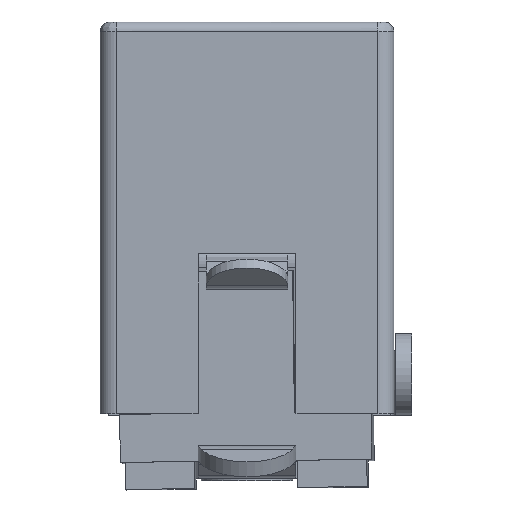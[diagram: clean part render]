
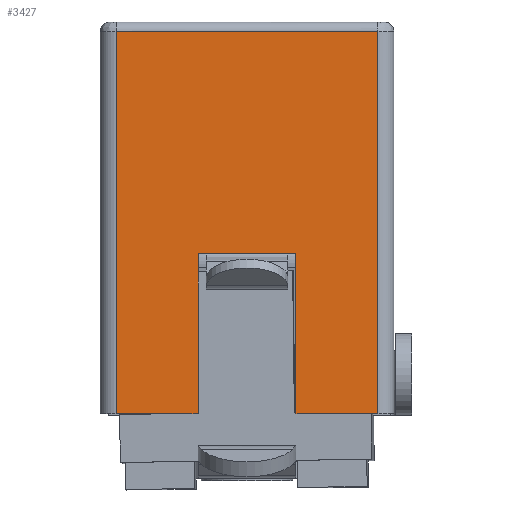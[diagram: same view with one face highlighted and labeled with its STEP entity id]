
A CAD part, front view. The second image highlights one B-rep face of the part: STEP entity #3427.
In plain terms, the highlighted planar face has unit normal (0, -1, 0).
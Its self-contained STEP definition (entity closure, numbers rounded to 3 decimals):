
#589=ORIENTED_EDGE('',*,*,#1322,.F.);
#590=ORIENTED_EDGE('',*,*,#1428,.F.);
#591=ORIENTED_EDGE('',*,*,#1434,.T.);
#592=ORIENTED_EDGE('',*,*,#1430,.T.);
#593=ORIENTED_EDGE('',*,*,#1386,.T.);
#594=ORIENTED_EDGE('',*,*,#1383,.F.);
#595=ORIENTED_EDGE('',*,*,#1387,.F.);
#596=ORIENTED_EDGE('',*,*,#1389,.T.);
#1322=EDGE_CURVE('',#1797,#1794,#2129,.T.);
#1383=EDGE_CURVE('',#1847,#1843,#2175,.T.);
#1386=EDGE_CURVE('',#1849,#1843,#2178,.T.);
#1387=EDGE_CURVE('',#1828,#1847,#2179,.T.);
#1389=EDGE_CURVE('',#1828,#1794,#2181,.T.);
#1428=EDGE_CURVE('',#1866,#1797,#2210,.T.);
#1430=EDGE_CURVE('',#1867,#1849,#2212,.T.);
#1434=EDGE_CURVE('',#1866,#1867,#2215,.T.);
#1794=VERTEX_POINT('',#5000);
#1797=VERTEX_POINT('',#5005);
#1828=VERTEX_POINT('',#5151);
#1843=VERTEX_POINT('',#5190);
#1847=VERTEX_POINT('',#5199);
#1849=VERTEX_POINT('',#5204);
#1866=VERTEX_POINT('',#5305);
#1867=VERTEX_POINT('',#5311);
#2129=LINE('',#5006,#2476);
#2175=LINE('',#5200,#2522);
#2178=LINE('',#5206,#2525);
#2179=LINE('',#5208,#2526);
#2181=LINE('',#5211,#2528);
#2210=LINE('',#5306,#2557);
#2212=LINE('',#5310,#2559);
#2215=LINE('',#5320,#2562);
#2476=VECTOR('',#4056,1000.);
#2522=VECTOR('',#4130,1000.);
#2525=VECTOR('',#4135,1000.);
#2526=VECTOR('',#4138,1000.);
#2528=VECTOR('',#4142,1000.);
#2557=VECTOR('',#4221,1000.);
#2559=VECTOR('',#4227,1000.);
#2562=VECTOR('',#4240,1000.);
#2838=EDGE_LOOP('',(#589,#590,#591,#592,#593,#594,#595,#596));
#3074=FACE_BOUND('',#2838,.T.);
#3287=PLANE('',#3721);
#3427=ADVANCED_FACE('',(#3074),#3287,.T.);
#3721=AXIS2_PLACEMENT_3D('',#5319,#4238,#4239);
#4056=DIRECTION('',(0.,0.,1.));
#4130=DIRECTION('',(-1.,0.,0.));
#4135=DIRECTION('',(0.,0.,-1.));
#4138=DIRECTION('',(0.,0.,-1.));
#4142=DIRECTION('',(-1.,0.,0.));
#4221=DIRECTION('',(-1.,0.,0.));
#4227=DIRECTION('',(1.,0.,0.));
#4238=DIRECTION('',(0.,-1.,0.));
#4239=DIRECTION('',(0.,0.,-1.));
#4240=DIRECTION('',(0.,0.,1.));
#5000=CARTESIAN_POINT('',(-4.,0.,-0.3));
#5005=CARTESIAN_POINT('',(-4.,0.,-12.));
#5006=CARTESIAN_POINT('',(-4.,0.,-12.));
#5151=CARTESIAN_POINT('',(4.,0.,-0.3));
#5190=CARTESIAN_POINT('',(1.5,0.,-12.));
#5199=CARTESIAN_POINT('',(4.,0.,-12.));
#5200=CARTESIAN_POINT('',(-1.5,0.,-12.));
#5204=CARTESIAN_POINT('',(1.5,0.,-7.1));
#5206=CARTESIAN_POINT('',(1.5,0.,-0.3));
#5208=CARTESIAN_POINT('',(4.,0.,-12.));
#5211=CARTESIAN_POINT('',(-4.,0.,-0.3));
#5305=CARTESIAN_POINT('',(-1.5,0.,-12.));
#5306=CARTESIAN_POINT('',(-1.5,0.,-12.));
#5310=CARTESIAN_POINT('',(-4.,0.,-7.1));
#5311=CARTESIAN_POINT('',(-1.5,0.,-7.1));
#5319=CARTESIAN_POINT('',(-4.,0.,-0.3));
#5320=CARTESIAN_POINT('',(-1.5,0.,-0.3));
